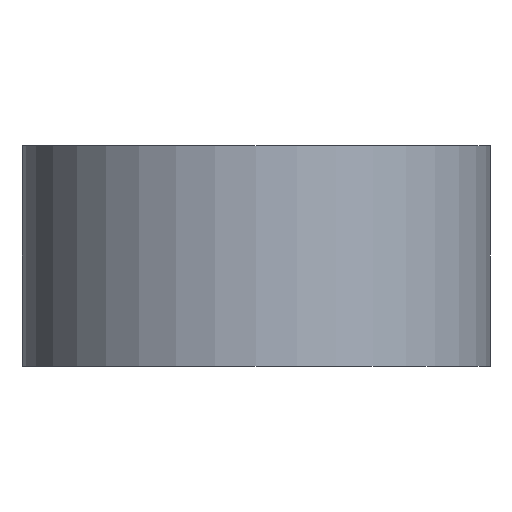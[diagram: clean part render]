
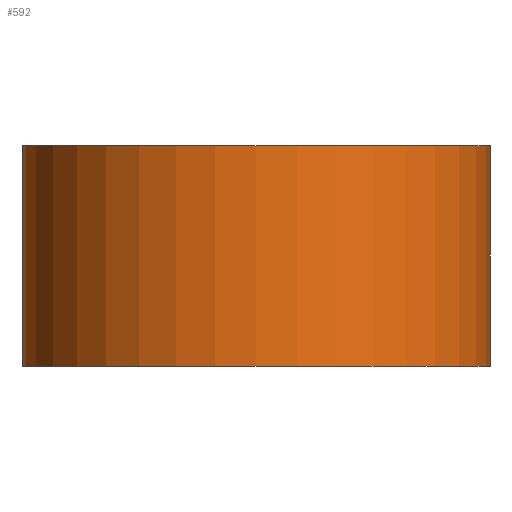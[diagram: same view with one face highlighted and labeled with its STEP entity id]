
A CAD part, front view. The second image highlights one B-rep face of the part: STEP entity #592.
In plain terms, the highlighted cylindrical face has radius 6.75 mm (diameter 13.5 mm), a partial arc.
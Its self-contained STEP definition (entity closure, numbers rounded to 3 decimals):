
#60=FACE_OUTER_BOUND('',#94,.T.);
#94=EDGE_LOOP('',(#481,#482,#483,#484));
#148=LINE('',#974,#204);
#149=LINE('',#980,#205);
#204=VECTOR('',#796,10.);
#205=VECTOR('',#803,10.);
#239=CIRCLE('',#657,6.75);
#240=CIRCLE('',#658,6.75);
#287=VERTEX_POINT('',#970);
#288=VERTEX_POINT('',#972);
#289=VERTEX_POINT('',#976);
#290=VERTEX_POINT('',#978);
#362=EDGE_CURVE('',#287,#288,#148,.T.);
#363=EDGE_CURVE('',#287,#289,#239,.T.);
#364=EDGE_CURVE('',#290,#288,#240,.T.);
#365=EDGE_CURVE('',#289,#290,#149,.T.);
#481=ORIENTED_EDGE('',*,*,#363,.F.);
#482=ORIENTED_EDGE('',*,*,#362,.T.);
#483=ORIENTED_EDGE('',*,*,#364,.F.);
#484=ORIENTED_EDGE('',*,*,#365,.F.);
#566=CYLINDRICAL_SURFACE('',#656,6.75);
#592=ADVANCED_FACE('',(#60),#566,.T.);
#656=AXIS2_PLACEMENT_3D('',#975,#797,#798);
#657=AXIS2_PLACEMENT_3D('',#977,#799,#800);
#658=AXIS2_PLACEMENT_3D('',#979,#801,#802);
#796=DIRECTION('',(0.,0.,1.));
#797=DIRECTION('center_axis',(0.,0.,1.));
#798=DIRECTION('ref_axis',(1.,0.,0.));
#799=DIRECTION('center_axis',(0.,0.,
-1.));
#800=DIRECTION('ref_axis',(1.,0.,0.));
#801=DIRECTION('center_axis',(0.,0.,
1.));
#802=DIRECTION('ref_axis',(1.,0.,0.));
#803=DIRECTION('',(0.,0.,1.));
#970=CARTESIAN_POINT('',(132.891,-54.741,3.519));
#972=CARTESIAN_POINT('',(132.891,-54.741,9.869));
#974=CARTESIAN_POINT('',(132.891,-54.741,3.519));
#975=CARTESIAN_POINT('Origin',(126.141,-54.741,3.519));
#976=CARTESIAN_POINT('',(119.391,-54.741,3.519));
#977=CARTESIAN_POINT('Origin',(126.141,-54.741,3.519));
#978=CARTESIAN_POINT('',(119.391,-54.741,9.869));
#979=CARTESIAN_POINT('Origin',(126.141,-54.741,9.869));
#980=CARTESIAN_POINT('',(119.391,-54.741,3.519));
